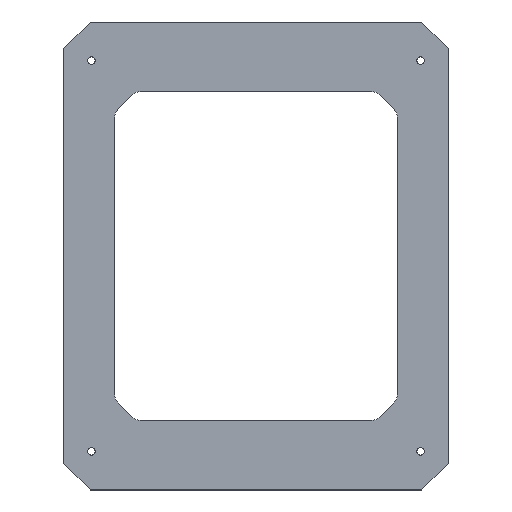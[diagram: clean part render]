
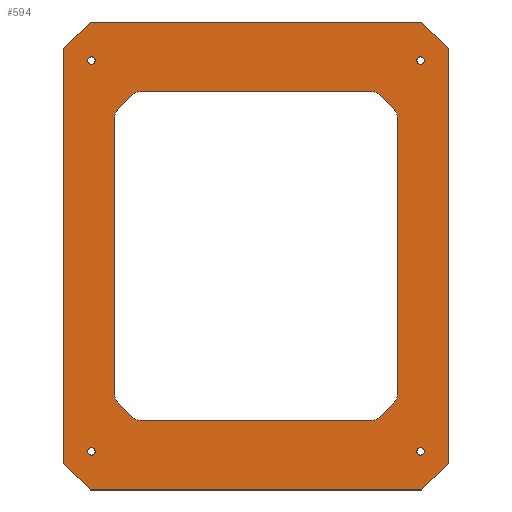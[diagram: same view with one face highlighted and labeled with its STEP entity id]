
A CAD part, top view. The second image highlights one B-rep face of the part: STEP entity #594.
In plain terms, the highlighted planar face has unit normal (0, 0, 1).
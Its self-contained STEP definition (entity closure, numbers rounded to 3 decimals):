
#32=PLANE('',#650);
#37=LINE('',#852,#93);
#40=LINE('',#863,#96);
#44=LINE('',#875,#100);
#48=LINE('',#887,#104);
#52=LINE('',#899,#108);
#56=LINE('',#911,#112);
#61=LINE('',#924,#117);
#63=LINE('',#932,#119);
#65=LINE('',#937,#121);
#69=LINE('',#945,#125);
#72=LINE('',#951,#128);
#75=LINE('',#957,#131);
#78=LINE('',#963,#134);
#81=LINE('',#969,#137);
#84=LINE('',#975,#140);
#87=LINE('',#980,#143);
#93=VECTOR('',#689,258.216);
#96=VECTOR('',#700,20.);
#100=VECTOR('',#712,215.716);
#104=VECTOR('',#724,20.);
#108=VECTOR('',#736,258.216);
#112=VECTOR('',#748,20.);
#117=VECTOR('',#761,20.);
#119=VECTOR('',#771,215.716);
#121=VECTOR('',#775,35.355);
#125=VECTOR('',#781,309.);
#128=VECTOR('',#786,35.355);
#131=VECTOR('',#791,386.5);
#134=VECTOR('',#796,35.355);
#137=VECTOR('',#801,309.);
#140=VECTOR('',#806,35.355);
#143=VECTOR('',#811,386.5);
#154=FACE_BOUND('',#228,.T.);
#155=FACE_BOUND('',#229,.T.);
#156=FACE_BOUND('',#230,.T.);
#157=FACE_BOUND('',#231,.T.);
#158=FACE_BOUND('',#232,.T.);
#188=FACE_OUTER_BOUND('',#227,.T.);
#227=EDGE_LOOP('',(#525,#526,#527,#528,#529,#530,#531,#532));
#228=EDGE_LOOP('',(#533));
#229=EDGE_LOOP('',(#534));
#230=EDGE_LOOP('',(#535));
#231=EDGE_LOOP('',(#536));
#232=EDGE_LOOP('',(#537,#538,#539,#540,#541,#542,#543,#544,#545,#546,#547,
#548,#549,#550,#551,#552));
#234=CIRCLE('',#599,3.5);
#236=CIRCLE('',#602,3.5);
#238=CIRCLE('',#605,3.5);
#240=CIRCLE('',#608,3.5);
#242=CIRCLE('',#611,10.);
#244=CIRCLE('',#615,10.);
#246=CIRCLE('',#619,10.);
#248=CIRCLE('',#623,10.);
#250=CIRCLE('',#627,10.);
#252=CIRCLE('',#631,10.);
#254=CIRCLE('',#635,10.);
#256=CIRCLE('',#639,10.);
#258=VERTEX_POINT('',#821);
#260=VERTEX_POINT('',#826);
#262=VERTEX_POINT('',#831);
#264=VERTEX_POINT('',#836);
#267=VERTEX_POINT('',#842);
#268=VERTEX_POINT('',#844);
#270=VERTEX_POINT('',#850);
#273=VERTEX_POINT('',#857);
#274=VERTEX_POINT('',#859);
#277=VERTEX_POINT('',#869);
#278=VERTEX_POINT('',#871);
#281=VERTEX_POINT('',#881);
#282=VERTEX_POINT('',#883);
#285=VERTEX_POINT('',#893);
#286=VERTEX_POINT('',#895);
#289=VERTEX_POINT('',#905);
#290=VERTEX_POINT('',#907);
#292=VERTEX_POINT('',#916);
#294=VERTEX_POINT('',#922);
#296=VERTEX_POINT('',#928);
#297=VERTEX_POINT('',#935);
#298=VERTEX_POINT('',#936);
#301=VERTEX_POINT('',#944);
#303=VERTEX_POINT('',#950);
#305=VERTEX_POINT('',#956);
#307=VERTEX_POINT('',#962);
#309=VERTEX_POINT('',#968);
#311=VERTEX_POINT('',#974);
#314=EDGE_CURVE('',#258,#258,#234,.T.);
#316=EDGE_CURVE('',#260,#260,#236,.T.);
#318=EDGE_CURVE('',#262,#262,#238,.T.);
#320=EDGE_CURVE('',#264,#264,#240,.T.);
#323=EDGE_CURVE('',#267,#268,#242,.T.);
#327=EDGE_CURVE('',#267,#270,#37,.T.);
#330=EDGE_CURVE('',#273,#274,#244,.T.);
#332=EDGE_CURVE('',#273,#268,#40,.T.);
#336=EDGE_CURVE('',#277,#278,#246,.T.);
#338=EDGE_CURVE('',#277,#274,#44,.T.);
#342=EDGE_CURVE('',#281,#282,#248,.T.);
#344=EDGE_CURVE('',#281,#278,#48,.T.);
#348=EDGE_CURVE('',#285,#286,#250,.T.);
#350=EDGE_CURVE('',#285,#282,#52,.T.);
#354=EDGE_CURVE('',#289,#290,#252,.T.);
#356=EDGE_CURVE('',#289,#286,#56,.T.);
#360=EDGE_CURVE('',#292,#270,#254,.T.);
#363=EDGE_CURVE('',#292,#294,#61,.T.);
#366=EDGE_CURVE('',#296,#294,#256,.T.);
#367=EDGE_CURVE('',#296,#290,#63,.T.);
#369=EDGE_CURVE('',#297,#298,#65,.T.);
#373=EDGE_CURVE('',#298,#301,#69,.T.);
#376=EDGE_CURVE('',#301,#303,#72,.T.);
#379=EDGE_CURVE('',#303,#305,#75,.T.);
#382=EDGE_CURVE('',#305,#307,#78,.T.);
#385=EDGE_CURVE('',#307,#309,#81,.T.);
#388=EDGE_CURVE('',#309,#311,#84,.T.);
#391=EDGE_CURVE('',#311,#297,#87,.T.);
#525=ORIENTED_EDGE('',*,*,#369,.F.);
#526=ORIENTED_EDGE('',*,*,#391,.F.);
#527=ORIENTED_EDGE('',*,*,#388,.F.);
#528=ORIENTED_EDGE('',*,*,#385,.F.);
#529=ORIENTED_EDGE('',*,*,#382,.F.);
#530=ORIENTED_EDGE('',*,*,#379,.F.);
#531=ORIENTED_EDGE('',*,*,#376,.F.);
#532=ORIENTED_EDGE('',*,*,#373,.F.);
#533=ORIENTED_EDGE('',*,*,#314,.T.);
#534=ORIENTED_EDGE('',*,*,#316,.T.);
#535=ORIENTED_EDGE('',*,*,#318,.T.);
#536=ORIENTED_EDGE('',*,*,#320,.T.);
#537=ORIENTED_EDGE('',*,*,#363,.T.);
#538=ORIENTED_EDGE('',*,*,#366,.F.);
#539=ORIENTED_EDGE('',*,*,#367,.T.);
#540=ORIENTED_EDGE('',*,*,#354,.F.);
#541=ORIENTED_EDGE('',*,*,#356,.T.);
#542=ORIENTED_EDGE('',*,*,#348,.F.);
#543=ORIENTED_EDGE('',*,*,#350,.T.);
#544=ORIENTED_EDGE('',*,*,#342,.F.);
#545=ORIENTED_EDGE('',*,*,#344,.T.);
#546=ORIENTED_EDGE('',*,*,#336,.F.);
#547=ORIENTED_EDGE('',*,*,#338,.T.);
#548=ORIENTED_EDGE('',*,*,#330,.F.);
#549=ORIENTED_EDGE('',*,*,#332,.T.);
#550=ORIENTED_EDGE('',*,*,#323,.F.);
#551=ORIENTED_EDGE('',*,*,#327,.T.);
#552=ORIENTED_EDGE('',*,*,#360,.F.);
#594=ADVANCED_FACE('',(#188,#154,#155,#156,#157,#158),#32,.T.);
#599=AXIS2_PLACEMENT_3D('',#822,#657,#658);
#602=AXIS2_PLACEMENT_3D('',#827,#663,#664);
#605=AXIS2_PLACEMENT_3D('',#832,#669,#670);
#608=AXIS2_PLACEMENT_3D('',#837,#675,#676);
#611=AXIS2_PLACEMENT_3D('',#845,#682,#683);
#615=AXIS2_PLACEMENT_3D('',#860,#695,#696);
#619=AXIS2_PLACEMENT_3D('',#872,#707,#708);
#623=AXIS2_PLACEMENT_3D('',#884,#719,#720);
#627=AXIS2_PLACEMENT_3D('',#896,#731,#732);
#631=AXIS2_PLACEMENT_3D('',#908,#743,#744);
#635=AXIS2_PLACEMENT_3D('',#918,#755,#756);
#639=AXIS2_PLACEMENT_3D('',#930,#767,#768);
#650=AXIS2_PLACEMENT_3D('',#983,#815,#816);
#657=DIRECTION('center_axis',(0.,0.,-1.));
#658=DIRECTION('ref_axis',(1.,0.,0.));
#663=DIRECTION('center_axis',(0.,0.,-1.));
#664=DIRECTION('ref_axis',(1.,0.,0.));
#669=DIRECTION('center_axis',(0.,0.,-1.));
#670=DIRECTION('ref_axis',(1.,0.,0.));
#675=DIRECTION('center_axis',(0.,0.,-1.));
#676=DIRECTION('ref_axis',(1.,0.,0.));
#682=DIRECTION('center_axis',(0.,0.,1.));
#683=DIRECTION('ref_axis',(-0.924,-0.383,0.));
#689=DIRECTION('',(0.,1.,0.));
#695=DIRECTION('center_axis',(0.,0.,1.));
#696=DIRECTION('ref_axis',(-0.383,-0.924,0.));
#700=DIRECTION('',(-0.707,0.707,0.));
#707=DIRECTION('center_axis',(0.,0.,1.));
#708=DIRECTION('ref_axis',(0.383,-0.924,0.));
#712=DIRECTION('',(-1.,0.,0.));
#719=DIRECTION('center_axis',(0.,0.,1.));
#720=DIRECTION('ref_axis',(0.924,-0.383,0.));
#724=DIRECTION('',(-0.707,-0.707,0.));
#731=DIRECTION('center_axis',(0.,0.,1.));
#732=DIRECTION('ref_axis',(0.924,0.383,0.));
#736=DIRECTION('',(0.,-1.,0.));
#743=DIRECTION('center_axis',(0.,0.,1.));
#744=DIRECTION('ref_axis',(0.383,0.924,0.));
#748=DIRECTION('',(0.707,-0.707,0.));
#755=DIRECTION('center_axis',(0.,0.,1.));
#756=DIRECTION('ref_axis',(-0.924,0.383,0.));
#761=DIRECTION('',(0.707,0.707,0.));
#767=DIRECTION('center_axis',(0.,0.,1.));
#768=DIRECTION('ref_axis',(-0.383,0.924,0.));
#771=DIRECTION('',(1.,0.,0.));
#775=DIRECTION('',(0.707,0.707,0.));
#781=DIRECTION('',(1.,0.,0.));
#786=DIRECTION('',(0.707,-0.707,0.));
#791=DIRECTION('',(0.,-1.,0.));
#796=DIRECTION('',(-0.707,-0.707,0.));
#801=DIRECTION('',(-1.,0.,0.));
#806=DIRECTION('',(-0.707,0.707,0.));
#811=DIRECTION('',(0.,1.,0.));
#815=DIRECTION('center_axis',(0.,0.,1.));
#816=DIRECTION('ref_axis',(1.,0.,0.));
#821=CARTESIAN_POINT('',(-150.,-182.25,8.));
#822=CARTESIAN_POINT('Origin',(-153.5,-182.25,8.));
#826=CARTESIAN_POINT('',(157.,-182.25,8.));
#827=CARTESIAN_POINT('Origin',(153.5,-182.25,8.));
#831=CARTESIAN_POINT('',(157.,182.25,8.));
#832=CARTESIAN_POINT('Origin',(153.5,182.25,8.));
#836=CARTESIAN_POINT('',(-150.,182.25,8.));
#837=CARTESIAN_POINT('Origin',(-153.5,182.25,8.));
#842=CARTESIAN_POINT('',(-132.,-129.108,8.));
#844=CARTESIAN_POINT('',(-129.071,-136.179,8.));
#845=CARTESIAN_POINT('Origin',(-122.,-129.108,8.));
#850=CARTESIAN_POINT('',(-132.,129.108,8.));
#852=CARTESIAN_POINT('',(-132.,-66.625,8.));
#857=CARTESIAN_POINT('',(-114.929,-150.321,8.));
#859=CARTESIAN_POINT('',(-107.858,-153.25,8.));
#860=CARTESIAN_POINT('Origin',(-107.858,-143.25,8.));
#863=CARTESIAN_POINT('',(-122.313,-142.938,8.));
#869=CARTESIAN_POINT('',(107.858,-153.25,8.));
#871=CARTESIAN_POINT('',(114.929,-150.321,8.));
#872=CARTESIAN_POINT('Origin',(107.858,-143.25,8.));
#875=CARTESIAN_POINT('',(56.,-153.25,8.));
#881=CARTESIAN_POINT('',(129.071,-136.179,8.));
#883=CARTESIAN_POINT('',(132.,-129.108,8.));
#884=CARTESIAN_POINT('Origin',(122.,-129.108,8.));
#887=CARTESIAN_POINT('',(132.313,-132.938,8.));
#893=CARTESIAN_POINT('',(132.,129.108,8.));
#895=CARTESIAN_POINT('',(129.071,136.179,8.));
#896=CARTESIAN_POINT('Origin',(122.,129.108,8.));
#899=CARTESIAN_POINT('',(132.,66.625,8.));
#905=CARTESIAN_POINT('',(114.929,150.321,8.));
#907=CARTESIAN_POINT('',(107.858,153.25,8.));
#908=CARTESIAN_POINT('Origin',(107.858,143.25,8.));
#911=CARTESIAN_POINT('',(122.313,142.938,8.));
#916=CARTESIAN_POINT('',(-129.071,136.179,8.));
#918=CARTESIAN_POINT('Origin',(-122.,129.108,8.));
#922=CARTESIAN_POINT('',(-114.929,150.321,8.));
#924=CARTESIAN_POINT('',(-132.313,132.938,8.));
#928=CARTESIAN_POINT('',(-107.858,153.25,8.));
#930=CARTESIAN_POINT('Origin',(-107.858,143.25,8.));
#932=CARTESIAN_POINT('',(-56.,153.25,8.));
#935=CARTESIAN_POINT('',(-179.5,193.25,8.));
#936=CARTESIAN_POINT('',(-154.5,218.25,8.));
#937=CARTESIAN_POINT('',(-154.5,218.25,8.));
#944=CARTESIAN_POINT('',(154.5,218.25,8.));
#945=CARTESIAN_POINT('',(179.5,218.25,8.));
#950=CARTESIAN_POINT('',(179.5,193.25,8.));
#951=CARTESIAN_POINT('',(179.5,193.25,8.));
#956=CARTESIAN_POINT('',(179.5,-193.25,8.));
#957=CARTESIAN_POINT('',(179.5,-218.25,8.));
#962=CARTESIAN_POINT('',(154.5,-218.25,8.));
#963=CARTESIAN_POINT('',(154.5,-218.25,8.));
#968=CARTESIAN_POINT('',(-154.5,-218.25,8.));
#969=CARTESIAN_POINT('',(-179.5,-218.25,8.));
#974=CARTESIAN_POINT('',(-179.5,-193.25,8.));
#975=CARTESIAN_POINT('',(-179.5,-193.25,8.));
#980=CARTESIAN_POINT('',(-179.5,218.25,8.));
#983=CARTESIAN_POINT('Origin',(0.,0.,
8.));
